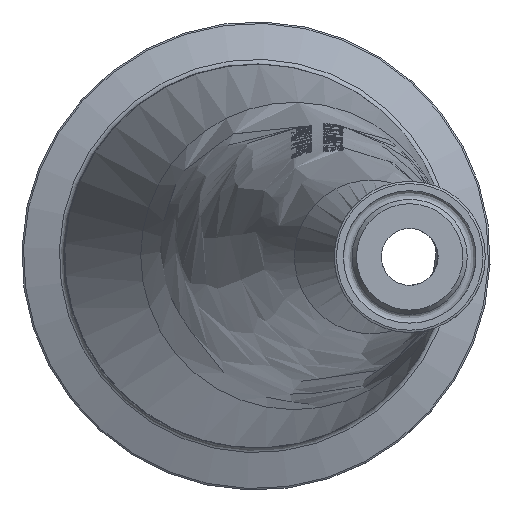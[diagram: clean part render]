
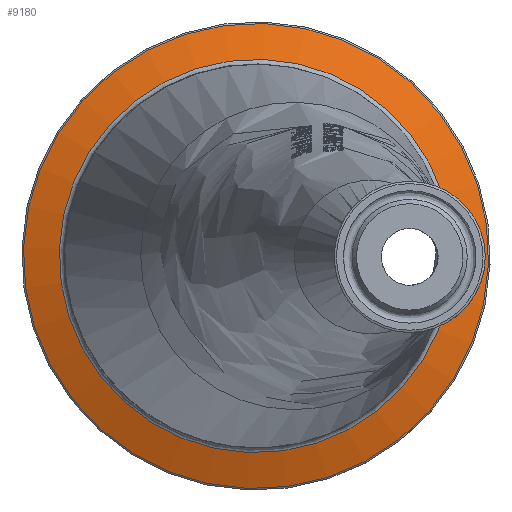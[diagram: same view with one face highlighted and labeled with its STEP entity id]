
A CAD part, left-side view. The second image highlights one B-rep face of the part: STEP entity #9180.
In plain terms, the highlighted conical face has half-angle 70 degrees and reference radius 35.223 mm.
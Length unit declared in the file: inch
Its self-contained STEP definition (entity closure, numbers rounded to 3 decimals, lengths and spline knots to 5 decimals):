
#15=CONICAL_SURFACE('',#9569,1.38675,70.);
#565=FACE_BOUND('',#2721,.T.);
#1567=CIRCLE('',#9568,1.51363);
#1568=CIRCLE('',#9570,1.27961);
#2154=FACE_OUTER_BOUND('',#2720,.T.);
#2720=EDGE_LOOP('',(#8502));
#2721=EDGE_LOOP('',(#8503));
#4392=VERTEX_POINT('',#20570);
#4393=VERTEX_POINT('',#20573);
#5772=EDGE_CURVE('',#4392,#4392,#1567,.T.);
#5773=EDGE_CURVE('',#4393,#4393,#1568,.T.);
#8502=ORIENTED_EDGE('',*,*,#5773,.F.);
#8503=ORIENTED_EDGE('',*,*,#5772,.F.);
#9180=ADVANCED_FACE('',(#2154,#565),#15,.T.);
#9568=AXIS2_PLACEMENT_3D('',#20571,#10771,#10772);
#9569=AXIS2_PLACEMENT_3D('',#20572,#10773,#10774);
#9570=AXIS2_PLACEMENT_3D('',#20574,#10775,#10776);
#10771=DIRECTION('center_axis',(1.,0.,0.));
#10772=DIRECTION('ref_axis',(0.,-0.037,
0.999));
#10773=DIRECTION('center_axis',(1.,0.,0.));
#10774=DIRECTION('ref_axis',(0.,0.037,-0.999));
#10775=DIRECTION('center_axis',(-1.,0.,0.));
#10776=DIRECTION('ref_axis',(0.,-0.037,
0.999));
#20570=CARTESIAN_POINT('',(2.38441,0.30627,-1.51258));
#20571=CARTESIAN_POINT('Origin',(2.38441,0.25,0.));
#20572=CARTESIAN_POINT('Origin',(2.33823,0.25,0.));
#20573=CARTESIAN_POINT('',(2.29923,0.29757,-1.27872));
#20574=CARTESIAN_POINT('Origin',(2.29923,0.25,0.));
